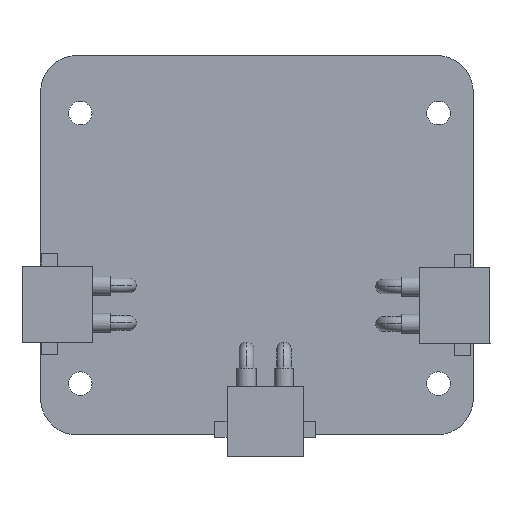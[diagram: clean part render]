
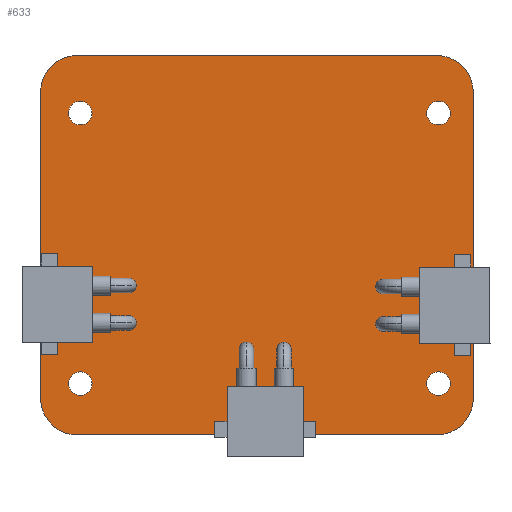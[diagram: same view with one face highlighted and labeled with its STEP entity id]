
A CAD part, top view. The second image highlights one B-rep face of the part: STEP entity #633.
In plain terms, the highlighted planar face has unit normal (0, 0, 1).
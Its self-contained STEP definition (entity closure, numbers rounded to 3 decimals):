
#24 = VERTEX_POINT('',#25);
#25 = CARTESIAN_POINT('',(75.311,62.356,0.));
#31 = EDGE_CURVE('',#24,#32,#34,.T.);
#32 = VERTEX_POINT('',#33);
#33 = CARTESIAN_POINT('',(75.311,62.357,0.));
#34 = LINE('',#35,#36);
#35 = CARTESIAN_POINT('',(75.311,62.356,0.));
#36 = VECTOR('',#37,1.);
#37 = DIRECTION('',(0.,1.,0.));
#62 = EDGE_CURVE('',#32,#63,#65,.T.);
#63 = VERTEX_POINT('',#64);
#64 = CARTESIAN_POINT('',(75.311,102.489,0.));
#65 = LINE('',#66,#67);
#66 = CARTESIAN_POINT('',(75.311,62.357,0.));
#67 = VECTOR('',#68,1.);
#68 = DIRECTION('',(0.,1.,0.));
#93 = EDGE_CURVE('',#63,#94,#96,.T.);
#94 = VERTEX_POINT('',#95);
#95 = CARTESIAN_POINT('',(80.136,107.315,0.));
#96 = CIRCLE('',#97,4.826);
#97 = AXIS2_PLACEMENT_3D('',#98,#99,#100);
#98 = CARTESIAN_POINT('',(80.137,102.489,0.));
#99 = DIRECTION('',(0.,0.,-1.));
#100 = DIRECTION('',(-1.,0.,0.));
#126 = EDGE_CURVE('',#94,#127,#129,.T.);
#127 = VERTEX_POINT('',#128);
#128 = CARTESIAN_POINT('',(80.137,107.315,0.));
#129 = LINE('',#130,#131);
#130 = CARTESIAN_POINT('',(80.136,107.315,0.));
#131 = VECTOR('',#132,1.);
#132 = DIRECTION('',(1.,0.,0.));
#157 = EDGE_CURVE('',#127,#158,#160,.T.);
#158 = VERTEX_POINT('',#159);
#159 = CARTESIAN_POINT('',(127.381,107.315,0.));
#160 = LINE('',#161,#162);
#161 = CARTESIAN_POINT('',(80.137,107.315,0.));
#162 = VECTOR('',#163,1.);
#163 = DIRECTION('',(1.,0.,0.));
#188 = EDGE_CURVE('',#158,#189,#191,.T.);
#189 = VERTEX_POINT('',#190);
#190 = CARTESIAN_POINT('',(127.405,107.313,0.));
#191 = CIRCLE('',#192,0.073);
#192 = AXIS2_PLACEMENT_3D('',#193,#194,#195);
#193 = CARTESIAN_POINT('',(127.387,107.242,0.));
#194 = DIRECTION('',(0.,0.,-1.));
#195 = DIRECTION('',(-0.082,0.997,0.));
#221 = EDGE_CURVE('',#189,#222,#224,.T.);
#222 = VERTEX_POINT('',#223);
#223 = CARTESIAN_POINT('',(132.078,102.641,0.));
#224 = CIRCLE('',#225,4.825);
#225 = AXIS2_PLACEMENT_3D('',#226,#227,#228);
#226 = CARTESIAN_POINT('',(127.255,102.49,0.));
#227 = DIRECTION('',(0.,0.,-1.));
#228 = DIRECTION('',(0.031,1.,0.));
#254 = EDGE_CURVE('',#222,#255,#257,.T.);
#255 = VERTEX_POINT('',#256);
#256 = CARTESIAN_POINT('',(132.08,102.616,0.));
#257 = CIRCLE('',#258,0.083);
#258 = AXIS2_PLACEMENT_3D('',#259,#260,#261);
#259 = CARTESIAN_POINT('',(131.998,102.622,0.));
#260 = DIRECTION('',(0.,0.,-1.));
#261 = DIRECTION('',(0.973,0.23,0.));
#287 = EDGE_CURVE('',#255,#288,#290,.T.);
#288 = VERTEX_POINT('',#289);
#289 = CARTESIAN_POINT('',(132.08,62.23,0.));
#290 = LINE('',#291,#292);
#291 = CARTESIAN_POINT('',(132.08,102.616,0.));
#292 = VECTOR('',#293,1.);
#293 = DIRECTION('',(0.,-1.,0.));
#318 = EDGE_CURVE('',#288,#319,#321,.T.);
#319 = VERTEX_POINT('',#320);
#320 = CARTESIAN_POINT('',(132.078,62.206,0.));
#321 = CIRCLE('',#322,0.073);
#322 = AXIS2_PLACEMENT_3D('',#323,#324,#325);
#323 = CARTESIAN_POINT('',(132.007,62.224,0.));
#324 = DIRECTION('',(0.,0.,-1.));
#325 = DIRECTION('',(0.997,0.082,0.));
#351 = EDGE_CURVE('',#319,#352,#354,.T.);
#352 = VERTEX_POINT('',#353);
#353 = CARTESIAN_POINT('',(127.406,57.533,0.));
#354 = CIRCLE('',#355,4.825);
#355 = AXIS2_PLACEMENT_3D('',#356,#357,#358);
#356 = CARTESIAN_POINT('',(127.255,62.356,0.));
#357 = DIRECTION('',(0.,0.,-1.));
#358 = DIRECTION('',(1.,-0.031,0.));
#384 = EDGE_CURVE('',#352,#385,#387,.T.);
#385 = VERTEX_POINT('',#386);
#386 = CARTESIAN_POINT('',(127.381,57.531,0.));
#387 = CIRCLE('',#388,0.082);
#388 = AXIS2_PLACEMENT_3D('',#389,#390,#391);
#389 = CARTESIAN_POINT('',(127.387,57.613,0.));
#390 = DIRECTION('',(0.,0.,-1.));
#391 = DIRECTION('',(0.231,-0.973,0.));
#417 = EDGE_CURVE('',#385,#418,#420,.T.);
#418 = VERTEX_POINT('',#419);
#419 = CARTESIAN_POINT('',(80.137,57.531,0.));
#420 = LINE('',#421,#422);
#421 = CARTESIAN_POINT('',(127.381,57.531,0.));
#422 = VECTOR('',#423,1.);
#423 = DIRECTION('',(-1.,0.,0.));
#448 = EDGE_CURVE('',#418,#24,#449,.T.);
#449 = CIRCLE('',#450,4.826);
#450 = AXIS2_PLACEMENT_3D('',#451,#452,#453);
#451 = CARTESIAN_POINT('',(80.137,62.357,0.));
#452 = DIRECTION('',(0.,0.,-1.));
#453 = DIRECTION('',(0.,-1.,0.));
#474 = VERTEX_POINT('',#475);
#475 = CARTESIAN_POINT('',(82.06,64.262,0.));
#481 = EDGE_CURVE('',#474,#474,#482,.T.);
#482 = CIRCLE('',#483,1.55);
#483 = AXIS2_PLACEMENT_3D('',#484,#485,#486);
#484 = CARTESIAN_POINT('',(80.51,64.262,0.));
#485 = DIRECTION('',(0.,0.,1.));
#486 = DIRECTION('',(1.,0.,0.));
#507 = VERTEX_POINT('',#508);
#508 = CARTESIAN_POINT('',(82.06,99.762,0.));
#514 = EDGE_CURVE('',#507,#507,#515,.T.);
#515 = CIRCLE('',#516,1.55);
#516 = AXIS2_PLACEMENT_3D('',#517,#518,#519);
#517 = CARTESIAN_POINT('',(80.51,99.762,0.));
#518 = DIRECTION('',(0.,0.,1.));
#519 = DIRECTION('',(1.,0.,0.));
#540 = VERTEX_POINT('',#541);
#541 = CARTESIAN_POINT('',(129.058,64.262,0.));
#547 = EDGE_CURVE('',#540,#540,#548,.T.);
#548 = CIRCLE('',#549,1.55);
#549 = AXIS2_PLACEMENT_3D('',#550,#551,#552);
#550 = CARTESIAN_POINT('',(127.508,64.262,0.));
#551 = DIRECTION('',(0.,0.,1.));
#552 = DIRECTION('',(1.,0.,0.));
#573 = VERTEX_POINT('',#574);
#574 = CARTESIAN_POINT('',(129.058,99.762,0.));
#580 = EDGE_CURVE('',#573,#573,#581,.T.);
#581 = CIRCLE('',#582,1.55);
#582 = AXIS2_PLACEMENT_3D('',#583,#584,#585);
#583 = CARTESIAN_POINT('',(127.508,99.762,0.));
#584 = DIRECTION('',(0.,0.,1.));
#585 = DIRECTION('',(1.,0.,0.));
#633 = ADVANCED_FACE('',(#634,#650,#653,#656,#659),#662,.T.);
#634 = FACE_BOUND('',#635,.F.);
#635 = EDGE_LOOP('',(#636,#637,#638,#639,#640,#641,#642,#643,#644,#645,
    #646,#647,#648,#649));
#636 = ORIENTED_EDGE('',*,*,#31,.T.);
#637 = ORIENTED_EDGE('',*,*,#62,.T.);
#638 = ORIENTED_EDGE('',*,*,#93,.T.);
#639 = ORIENTED_EDGE('',*,*,#126,.T.);
#640 = ORIENTED_EDGE('',*,*,#157,.T.);
#641 = ORIENTED_EDGE('',*,*,#188,.T.);
#642 = ORIENTED_EDGE('',*,*,#221,.T.);
#643 = ORIENTED_EDGE('',*,*,#254,.T.);
#644 = ORIENTED_EDGE('',*,*,#287,.T.);
#645 = ORIENTED_EDGE('',*,*,#318,.T.);
#646 = ORIENTED_EDGE('',*,*,#351,.T.);
#647 = ORIENTED_EDGE('',*,*,#384,.T.);
#648 = ORIENTED_EDGE('',*,*,#417,.T.);
#649 = ORIENTED_EDGE('',*,*,#448,.T.);
#650 = FACE_BOUND('',#651,.T.);
#651 = EDGE_LOOP('',(#652));
#652 = ORIENTED_EDGE('',*,*,#481,.F.);
#653 = FACE_BOUND('',#654,.T.);
#654 = EDGE_LOOP('',(#655));
#655 = ORIENTED_EDGE('',*,*,#514,.F.);
#656 = FACE_BOUND('',#657,.T.);
#657 = EDGE_LOOP('',(#658));
#658 = ORIENTED_EDGE('',*,*,#547,.F.);
#659 = FACE_BOUND('',#660,.T.);
#660 = EDGE_LOOP('',(#661));
#661 = ORIENTED_EDGE('',*,*,#580,.F.);
#662 = PLANE('',#663);
#663 = AXIS2_PLACEMENT_3D('',#664,#665,#666);
#664 = CARTESIAN_POINT('',(75.311,62.356,0.));
#665 = DIRECTION('',(0.,0.,1.));
#666 = DIRECTION('',(1.,0.,0.));
